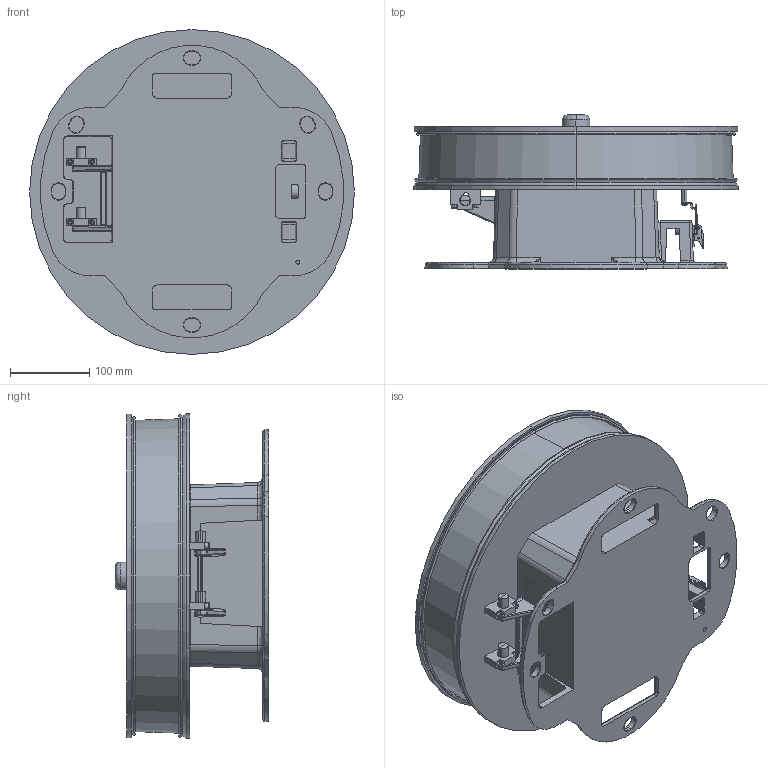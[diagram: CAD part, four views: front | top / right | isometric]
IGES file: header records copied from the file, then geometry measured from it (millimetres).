
Start section:  PTC IGES file: d1rw_shrinkwrap.igs
Global section: file name: d1rw_shrinkwrap.igs; native system: Pro/ENGINEER by Parametric Technology Corporation; preprocessor: 2008310; author: acacias; organization: Unknown; date: 20101025.142633; units: inch
Bounding box: 409.4 x 194.01 x 409.4 mm (x, y, z)
Surface area: 891095.4 mm2 (no closed solid volume)
Topology: 0 solids, 0 shells, 1197 faces, 14145 edges, 14145 vertices
Faces by surface type: bspline 708, revolution 489
